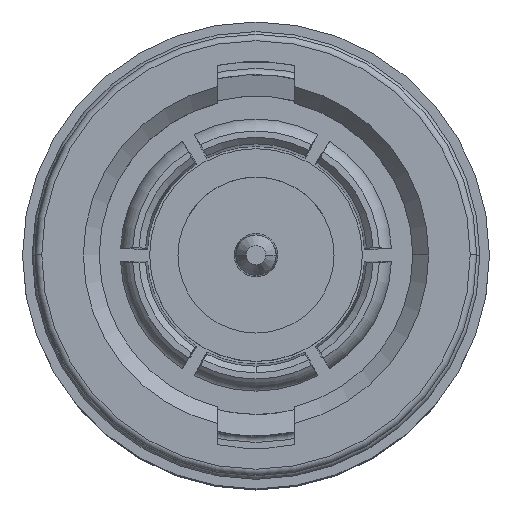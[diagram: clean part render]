
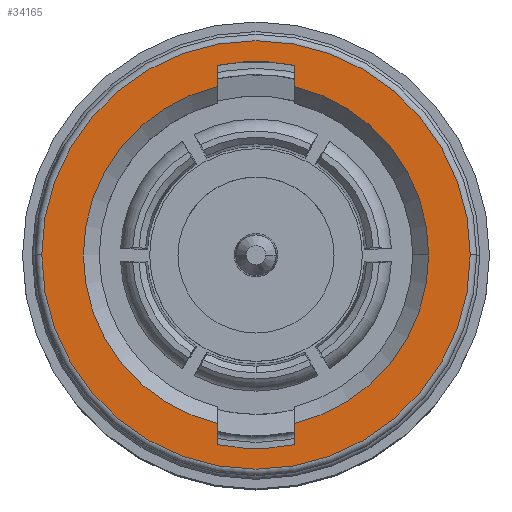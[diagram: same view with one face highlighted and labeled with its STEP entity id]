
A CAD part, top view. The second image highlights one B-rep face of the part: STEP entity #34165.
In plain terms, the highlighted planar face has unit normal (0, 0, 1).
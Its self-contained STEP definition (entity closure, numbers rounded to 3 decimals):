
#15 = PLANE ( 'NONE',  #33349 ) ;
#885 = DIRECTION ( 'NONE',  ( -1., 0., 0. ) ) ;
#1091 = CARTESIAN_POINT ( 'NONE',  ( 0., 0., 14.2 ) ) ;
#1338 = DIRECTION ( 'NONE',  ( 0., 1., 0. ) ) ;
#4206 = DIRECTION ( 'NONE',  ( 0., 0., 1. ) ) ;
#4218 = ORIENTED_EDGE ( 'NONE', *, *, #30969, .F. ) ;
#5390 = AXIS2_PLACEMENT_3D ( 'NONE', #50221, #4206, #65679 ) ;
#5435 = CARTESIAN_POINT ( 'NONE',  ( 0., 0., 14.2 ) ) ;
#5778 = ORIENTED_EDGE ( 'NONE', *, *, #38829, .F. ) ;
#6047 = CARTESIAN_POINT ( 'NONE',  ( 1.2, -5.265, 14.2 ) ) ;
#6555 = EDGE_CURVE ( 'NONE', #26686, #39324, #22628, .T. ) ;
#7188 = EDGE_LOOP ( 'NONE', ( #55740, #54715 ) ) ;
#7373 = CIRCLE ( 'NONE', #47812, 6.05 ) ;
#7938 = LINE ( 'NONE', #22217, #52898 ) ;
#8566 = AXIS2_PLACEMENT_3D ( 'NONE', #1091, #42161, #21747 ) ;
#9035 = CIRCLE ( 'NONE', #35106, 5.4 ) ;
#9919 = EDGE_CURVE ( 'NONE', #15559, #54487, #23656, .T. ) ;
#11080 = EDGE_CURVE ( 'NONE', #56361, #62079, #9035, .T. ) ;
#12707 = CARTESIAN_POINT ( 'NONE',  ( 5.4, 0., 14.2 ) ) ;
#13218 = CARTESIAN_POINT ( 'NONE',  ( 0., 0., 14.2 ) ) ;
#15559 = VERTEX_POINT ( 'NONE', #60843 ) ;
#16713 = CARTESIAN_POINT ( 'NONE',  ( 1.2, 5.265, 14.2 ) ) ;
#17227 = ORIENTED_EDGE ( 'NONE', *, *, #43214, .F. ) ;
#18225 = VERTEX_POINT ( 'NONE', #61672 ) ;
#18880 = CARTESIAN_POINT ( 'NONE',  ( 0., 0., 14.2 ) ) ;
#19041 = DIRECTION ( 'NONE',  ( 0., 0., 1. ) ) ;
#19258 = CARTESIAN_POINT ( 'NONE',  ( 0., 0., 14.2 ) ) ;
#20562 = EDGE_CURVE ( 'NONE', #49203, #59698, #7373, .T. ) ;
#20630 = VERTEX_POINT ( 'NONE', #16713 ) ;
#20973 = CIRCLE ( 'NONE', #28567, 5.4 ) ;
#21082 = CIRCLE ( 'NONE', #5390, 5.4 ) ;
#21747 = DIRECTION ( 'NONE',  ( -1., 0., 0. ) ) ;
#22217 = CARTESIAN_POINT ( 'NONE',  ( 1.2, -4.751, 14.2 ) ) ;
#22628 = CIRCLE ( 'NONE', #38449, 6.7 ) ;
#23236 = DIRECTION ( 'NONE',  ( 0., 1., 0. ) ) ;
#23320 = CARTESIAN_POINT ( 'NONE',  ( -1.2, 5.265, 14.2 ) ) ;
#23656 = LINE ( 'NONE', #47633, #66204 ) ;
#24414 = ORIENTED_EDGE ( 'NONE', *, *, #9919, .F. ) ;
#26552 = FACE_OUTER_BOUND ( 'NONE', #7188, .T. ) ;
#26615 = DIRECTION ( 'NONE',  ( 1., 0., 0. ) ) ;
#26686 = VERTEX_POINT ( 'NONE', #33335 ) ;
#28567 = AXIS2_PLACEMENT_3D ( 'NONE', #19258, #19041, #28682 ) ;
#28682 = DIRECTION ( 'NONE',  ( 1., 0., 0. ) ) ;
#29578 = DIRECTION ( 'NONE',  ( -1., 0., 0. ) ) ;
#29922 = ORIENTED_EDGE ( 'NONE', *, *, #41343, .F. ) ;
#30549 = FACE_BOUND ( 'NONE', #50042, .T. ) ;
#30969 = EDGE_CURVE ( 'NONE', #18225, #15559, #36590, .T. ) ;
#31120 = ORIENTED_EDGE ( 'NONE', *, *, #11080, .F. ) ;
#31848 = DIRECTION ( 'NONE',  ( 0., 0., -1. ) ) ;
#33335 = CARTESIAN_POINT ( 'NONE',  ( -6.7, 0., 14.2 ) ) ;
#33349 = AXIS2_PLACEMENT_3D ( 'NONE', #5435, #31848, #885 ) ;
#33656 = VECTOR ( 'NONE', #57657, 1000. ) ;
#34153 = DIRECTION ( 'NONE',  ( 0., -1., 0. ) ) ;
#34165 = ADVANCED_FACE ( 'NONE', ( #26552, #30549 ), #15, .F. ) ;
#34292 = DIRECTION ( 'NONE',  ( 0., 0., 1. ) ) ;
#34358 = EDGE_CURVE ( 'NONE', #59698, #56361, #7938, .T. ) ;
#35106 = AXIS2_PLACEMENT_3D ( 'NONE', #13218, #63923, #43242 ) ;
#35840 = DIRECTION ( 'NONE',  ( -1., 0., 0. ) ) ;
#36095 = CARTESIAN_POINT ( 'NONE',  ( -1.2, -5.265, 14.2 ) ) ;
#36590 = CIRCLE ( 'NONE', #37282, 6.05 ) ;
#36951 = VERTEX_POINT ( 'NONE', #36095 ) ;
#37109 = CARTESIAN_POINT ( 'NONE',  ( 0., 0., 14.2 ) ) ;
#37282 = AXIS2_PLACEMENT_3D ( 'NONE', #18880, #59962, #35840 ) ;
#37462 = EDGE_CURVE ( 'NONE', #39324, #26686, #49979, .T. ) ;
#38449 = AXIS2_PLACEMENT_3D ( 'NONE', #65047, #34292, #29578 ) ;
#38829 = EDGE_CURVE ( 'NONE', #36951, #49203, #60199, .T. ) ;
#39324 = VERTEX_POINT ( 'NONE', #60731 ) ;
#41343 = EDGE_CURVE ( 'NONE', #20630, #18225, #58411, .T. ) ;
#42161 = DIRECTION ( 'NONE',  ( 0., 0., 1. ) ) ;
#43214 = EDGE_CURVE ( 'NONE', #54487, #36951, #21082, .T. ) ;
#43242 = DIRECTION ( 'NONE',  ( 1., 0., 0. ) ) ;
#43856 = CARTESIAN_POINT ( 'NONE',  ( 1.2, -5.93, 14.2 ) ) ;
#47246 = DIRECTION ( 'NONE',  ( 0., 0., 1. ) ) ;
#47633 = CARTESIAN_POINT ( 'NONE',  ( -1.2, 4.751, 14.2 ) ) ;
#47812 = AXIS2_PLACEMENT_3D ( 'NONE', #37109, #47246, #26615 ) ;
#49203 = VERTEX_POINT ( 'NONE', #60134 ) ;
#49979 = CIRCLE ( 'NONE', #8566, 6.7 ) ;
#50042 = EDGE_LOOP ( 'NONE', ( #4218, #29922, #61934, #31120, #60182, #66130, #5778, #17227, #24414 ) ) ;
#50221 = CARTESIAN_POINT ( 'NONE',  ( 0., 0., 14.2 ) ) ;
#52898 = VECTOR ( 'NONE', #1338, 1000. ) ;
#54487 = VERTEX_POINT ( 'NONE', #23320 ) ;
#54715 = ORIENTED_EDGE ( 'NONE', *, *, #37462, .T. ) ;
#55740 = ORIENTED_EDGE ( 'NONE', *, *, #6555, .T. ) ;
#56010 = VECTOR ( 'NONE', #23236, 1000. ) ;
#56361 = VERTEX_POINT ( 'NONE', #6047 ) ;
#57657 = DIRECTION ( 'NONE',  ( 0., -1., 0. ) ) ;
#58411 = LINE ( 'NONE', #64079, #56010 ) ;
#59358 = EDGE_CURVE ( 'NONE', #62079, #20630, #20973, .T. ) ;
#59698 = VERTEX_POINT ( 'NONE', #43856 ) ;
#59962 = DIRECTION ( 'NONE',  ( 0., 0., 1. ) ) ;
#60134 = CARTESIAN_POINT ( 'NONE',  ( -1.2, -5.93, 14.2 ) ) ;
#60182 = ORIENTED_EDGE ( 'NONE', *, *, #34358, .F. ) ;
#60199 = LINE ( 'NONE', #62619, #33656 ) ;
#60731 = CARTESIAN_POINT ( 'NONE',  ( 6.7, 0., 14.2 ) ) ;
#60843 = CARTESIAN_POINT ( 'NONE',  ( -1.2, 5.93, 14.2 ) ) ;
#61672 = CARTESIAN_POINT ( 'NONE',  ( 1.2, 5.93, 14.2 ) ) ;
#61934 = ORIENTED_EDGE ( 'NONE', *, *, #59358, .F. ) ;
#62079 = VERTEX_POINT ( 'NONE', #12707 ) ;
#62619 = CARTESIAN_POINT ( 'NONE',  ( -1.2, -4.751, 14.2 ) ) ;
#63923 = DIRECTION ( 'NONE',  ( 0., 0., 1. ) ) ;
#64079 = CARTESIAN_POINT ( 'NONE',  ( 1.2, 4.751, 14.2 ) ) ;
#65047 = CARTESIAN_POINT ( 'NONE',  ( 0., 0., 14.2 ) ) ;
#65679 = DIRECTION ( 'NONE',  ( 1., 0., 0. ) ) ;
#66130 = ORIENTED_EDGE ( 'NONE', *, *, #20562, .F. ) ;
#66204 = VECTOR ( 'NONE', #34153, 1000. ) ;
